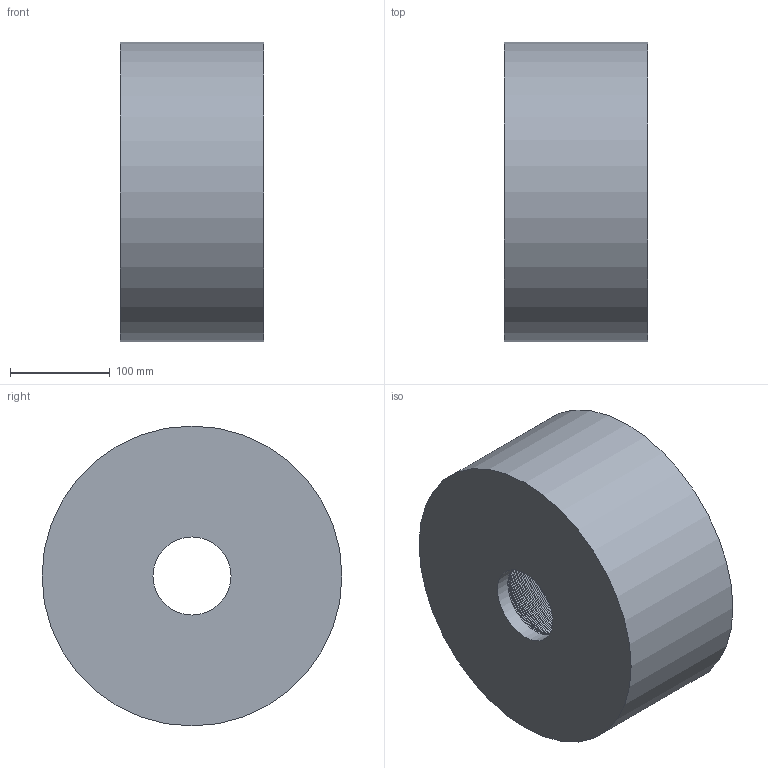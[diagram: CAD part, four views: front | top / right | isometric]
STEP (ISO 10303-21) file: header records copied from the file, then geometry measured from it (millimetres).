
FILE_DESCRIPTION(('Open CASCADE Model'),'2;1');
FILE_NAME('Open CASCADE Shape Model','2025-03-04T09:52:58',('Author'),( 'Open CASCADE'),'Open CASCADE STEP processor 7.7','Open CASCADE 7.7' ,'Unknown');
FILE_SCHEMA(('AUTOMOTIVE_DESIGN { 1 0 10303 214 1 1 1 1 }'));
Length unit declared in the file: millimetre
Products named in the file (1): Open CASCADE STEP translator 7.7 1
Bounding box: 144 x 300 x 300 mm (x, y, z)
Volume: 7435276.4 mm3; surface area: 364935 mm2
Topology: 1 solids, 1 shells, 76 faces, 150 edges, 76 vertices
Faces by surface type: cone 70, cylinder 4, plane 2
Full cylindrical faces by diameter (mm): 78.1 x2, 206.587 x1, 300 x1
Entity records: 3858 total; most frequent: DIRECTION 680, CARTESIAN_POINT 603, LINE 370, VECTOR 370, ORIENTED_EDGE 300, PCURVE 300, DEFINITIONAL_REPRESENTATION 300, AXIS2_PLACEMENT_3D 153
